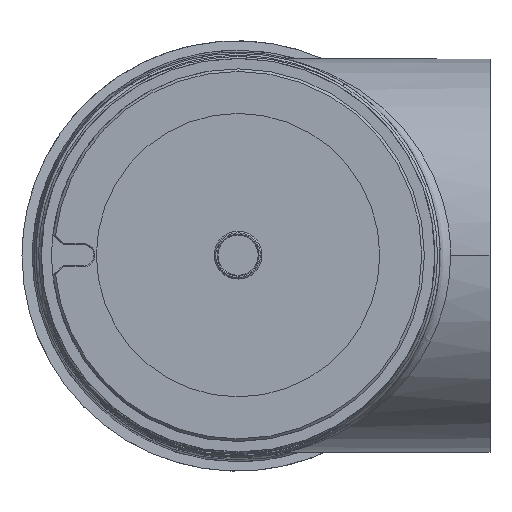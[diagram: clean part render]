
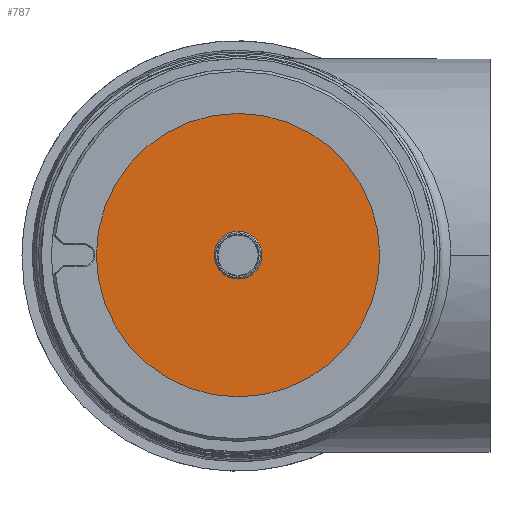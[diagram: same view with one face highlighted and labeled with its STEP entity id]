
A CAD part, top view. The second image highlights one B-rep face of the part: STEP entity #787.
In plain terms, the highlighted planar face has unit normal (0, 0, 1).
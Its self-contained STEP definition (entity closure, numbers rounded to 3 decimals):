
#508 = DIRECTION ( 'NONE',  ( 0., -1., 0. ) ) ;
#787 = ADVANCED_FACE ( 'NONE', ( #8012, #13484 ), #4177, .T. ) ;
#1220 = CARTESIAN_POINT ( 'NONE',  ( -201.3, 0., 1439.8 ) ) ;
#1254 = DIRECTION ( 'NONE',  ( 0., 0., -1. ) ) ;
#1537 = CARTESIAN_POINT ( 'NONE',  ( -201.3, 27., 1439.8 ) ) ;
#1544 = EDGE_CURVE ( 'NONE', #2011, #14369, #12170, .T. ) ;
#2011 = VERTEX_POINT ( 'NONE', #11782 ) ;
#2042 = DIRECTION ( 'NONE',  ( 0., 0., -1. ) ) ;
#2517 = AXIS2_PLACEMENT_3D ( 'NONE', #1220, #9458, #14919 ) ;
#2643 = CIRCLE ( 'NONE', #12641, 27. ) ;
#2710 = DIRECTION ( 'NONE',  ( 0., 0., -1. ) ) ;
#4177 = PLANE ( 'NONE',  #2517 ) ;
#4372 = DIRECTION ( 'NONE',  ( 0., 0., -1. ) ) ;
#5459 = ORIENTED_EDGE ( 'NONE', *, *, #5906, .F. ) ;
#5557 = CIRCLE ( 'NONE', #7839, 4.55 ) ;
#5906 = EDGE_CURVE ( 'NONE', #14895, #14563, #9283, .T. ) ;
#7395 = CARTESIAN_POINT ( 'NONE',  ( -201.3, 0., 1439.8 ) ) ;
#7839 = AXIS2_PLACEMENT_3D ( 'NONE', #11015, #1254, #16467 ) ;
#8012 = FACE_OUTER_BOUND ( 'NONE', #12132, .T. ) ;
#8836 = DIRECTION ( 'NONE',  ( 0., -1., 0. ) ) ;
#9164 = CARTESIAN_POINT ( 'NONE',  ( -201.3, -4.55, 1439.8 ) ) ;
#9283 = CIRCLE ( 'NONE', #11568, 27. ) ;
#9370 = EDGE_CURVE ( 'NONE', #14369, #2011, #5557, .T. ) ;
#9458 = DIRECTION ( 'NONE',  ( 0., 0., 1. ) ) ;
#9776 = DIRECTION ( 'NONE',  ( 0., -1., 0. ) ) ;
#11015 = CARTESIAN_POINT ( 'NONE',  ( -201.3, 0., 1439.8 ) ) ;
#11568 = AXIS2_PLACEMENT_3D ( 'NONE', #13459, #2710, #9776 ) ;
#11782 = CARTESIAN_POINT ( 'NONE',  ( -201.3, 4.55, 1439.8 ) ) ;
#11904 = EDGE_CURVE ( 'NONE', #14563, #14895, #2643, .T. ) ;
#12132 = EDGE_LOOP ( 'NONE', ( #5459, #12687 ) ) ;
#12170 = CIRCLE ( 'NONE', #13014, 4.55 ) ;
#12641 = AXIS2_PLACEMENT_3D ( 'NONE', #13052, #2042, #8836 ) ;
#12687 = ORIENTED_EDGE ( 'NONE', *, *, #11904, .F. ) ;
#13014 = AXIS2_PLACEMENT_3D ( 'NONE', #7395, #4372, #508 ) ;
#13052 = CARTESIAN_POINT ( 'NONE',  ( -201.3, 0., 1439.8 ) ) ;
#13161 = ORIENTED_EDGE ( 'NONE', *, *, #1544, .T. ) ;
#13459 = CARTESIAN_POINT ( 'NONE',  ( -201.3, 0., 1439.8 ) ) ;
#13484 = FACE_BOUND ( 'NONE', #13968, .T. ) ;
#13968 = EDGE_LOOP ( 'NONE', ( #13161, #14965 ) ) ;
#14369 = VERTEX_POINT ( 'NONE', #9164 ) ;
#14563 = VERTEX_POINT ( 'NONE', #15211 ) ;
#14895 = VERTEX_POINT ( 'NONE', #1537 ) ;
#14919 = DIRECTION ( 'NONE',  ( -1., 0., 0. ) ) ;
#14965 = ORIENTED_EDGE ( 'NONE', *, *, #9370, .T. ) ;
#15211 = CARTESIAN_POINT ( 'NONE',  ( -201.3, -27., 1439.8 ) ) ;
#16467 = DIRECTION ( 'NONE',  ( 0., -1., 0. ) ) ;
